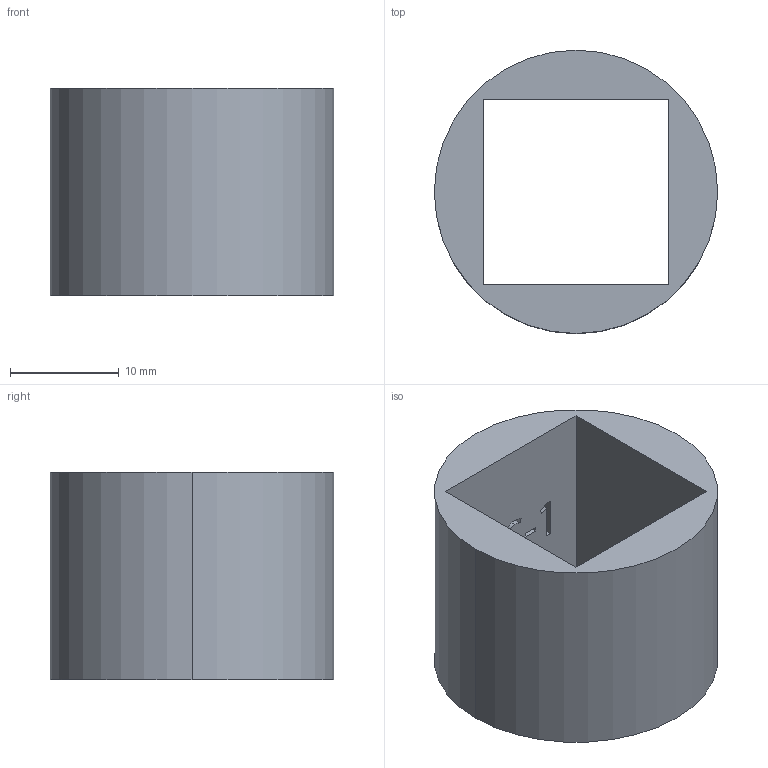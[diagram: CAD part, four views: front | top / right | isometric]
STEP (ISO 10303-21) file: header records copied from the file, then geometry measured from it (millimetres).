
FILE_DESCRIPTION (( 'STEP AP203' ), '1' );
FILE_NAME ('crank_shaft_sleeve-1.step', '2023-09-10T03:19:47', ( '' ), ( '' ), 'SwSTEP 2.0', 'SolidWorks 2023', '' );
FILE_SCHEMA (( 'CONFIG_CONTROL_DESIGN' ));
Length unit declared in the file: millimetre
Products named in the file (1): crank_shaft_sleeve-1
Bounding box: 26 x 26 x 19 mm (x, y, z)
Volume: 4583.2 mm3; surface area: 3385.2 mm2
Topology: 1 solids, 1 shells, 63 faces, 168 edges, 112 vertices
Faces by surface type: bspline 32, plane 29, cylinder 2
Entity records: 3695 total; most frequent: CARTESIAN_POINT 2256, ORIENTED_EDGE 336, DIRECTION 172, EDGE_CURVE 168, VERTEX_POINT 112, VECTOR 100, LINE 100, EDGE_LOOP 70
